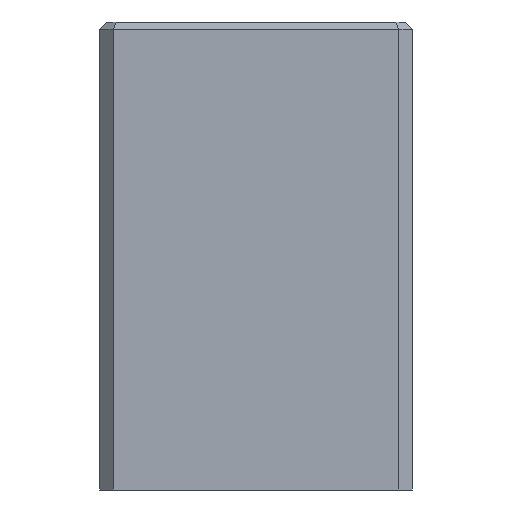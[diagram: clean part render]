
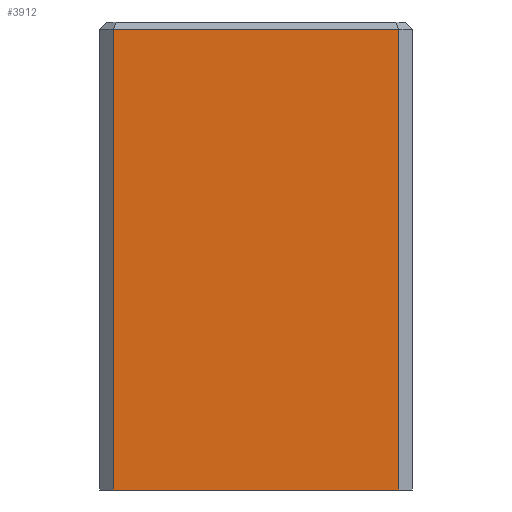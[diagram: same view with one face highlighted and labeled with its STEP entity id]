
A CAD part, front view. The second image highlights one B-rep face of the part: STEP entity #3912.
In plain terms, the highlighted planar face has unit normal (0, -1, 0).
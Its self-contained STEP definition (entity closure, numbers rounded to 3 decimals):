
#75 = LINE ( 'NONE', #2659, #893 ) ;
#225 = LINE ( 'NONE', #2839, #3479 ) ;
#267 = PLANE ( 'NONE',  #6619 ) ;
#639 = EDGE_CURVE ( 'NONE', #5267, #5228, #1535, .T. ) ;
#663 = CARTESIAN_POINT ( 'NONE',  ( -1.363, -64.013, 126. ) ) ;
#893 = VECTOR ( 'NONE', #3622, 1000. ) ;
#965 = DIRECTION ( 'NONE',  ( -1., 0., 0. ) ) ;
#1519 = VERTEX_POINT ( 'NONE', #3130 ) ;
#1535 = LINE ( 'NONE', #3521, #5271 ) ;
#1709 = ORIENTED_EDGE ( 'NONE', *, *, #5194, .F. ) ;
#1733 = FACE_OUTER_BOUND ( 'NONE', #2797, .T. ) ;
#1762 = ORIENTED_EDGE ( 'NONE', *, *, #639, .F. ) ;
#2288 = DIRECTION ( 'NONE',  ( -1., 0., 0. ) ) ;
#2422 = EDGE_CURVE ( 'NONE', #1519, #3880, #2540, .T. ) ;
#2513 = VECTOR ( 'NONE', #2288, 1000. ) ;
#2540 = LINE ( 'NONE', #6193, #2513 ) ;
#2659 = CARTESIAN_POINT ( 'NONE',  ( -1.363, -64.013, -1.6 ) ) ;
#2797 = EDGE_LOOP ( 'NONE', ( #5988, #3384, #1709, #1762 ) ) ;
#2839 = CARTESIAN_POINT ( 'NONE',  ( 78.96, -64.013, -1.6 ) ) ;
#3130 = CARTESIAN_POINT ( 'NONE',  ( 78.96, -64.013, 126. ) ) ;
#3276 = CARTESIAN_POINT ( 'NONE',  ( -1.363, -64.013, -1.6 ) ) ;
#3384 = ORIENTED_EDGE ( 'NONE', *, *, #2422, .T. ) ;
#3479 = VECTOR ( 'NONE', #3781, 1000. ) ;
#3521 = CARTESIAN_POINT ( 'NONE',  ( 78.96, -64.013, -3.6 ) ) ;
#3622 = DIRECTION ( 'NONE',  ( 0., 0., 1. ) ) ;
#3781 = DIRECTION ( 'NONE',  ( 0., 0., 1. ) ) ;
#3880 = VERTEX_POINT ( 'NONE', #663 ) ;
#3912 = ADVANCED_FACE ( 'NONE', ( #1733 ), #267, .F. ) ;
#4758 = DIRECTION ( 'NONE',  ( 0., 0., 1. ) ) ;
#5194 = EDGE_CURVE ( 'NONE', #5228, #3880, #75, .T. ) ;
#5228 = VERTEX_POINT ( 'NONE', #5704 ) ;
#5267 = VERTEX_POINT ( 'NONE', #6206 ) ;
#5271 = VECTOR ( 'NONE', #965, 1000. ) ;
#5704 = CARTESIAN_POINT ( 'NONE',  ( -1.363, -64.013, -3.6 ) ) ;
#5988 = ORIENTED_EDGE ( 'NONE', *, *, #6512, .T. ) ;
#6193 = CARTESIAN_POINT ( 'NONE',  ( -1.363, -64.013, 126. ) ) ;
#6206 = CARTESIAN_POINT ( 'NONE',  ( 78.96, -64.013, -3.6 ) ) ;
#6308 = DIRECTION ( 'NONE',  ( 0., 1., 0. ) ) ;
#6512 = EDGE_CURVE ( 'NONE', #5267, #1519, #225, .T. ) ;
#6619 = AXIS2_PLACEMENT_3D ( 'NONE', #3276, #6308, #4758 ) ;
